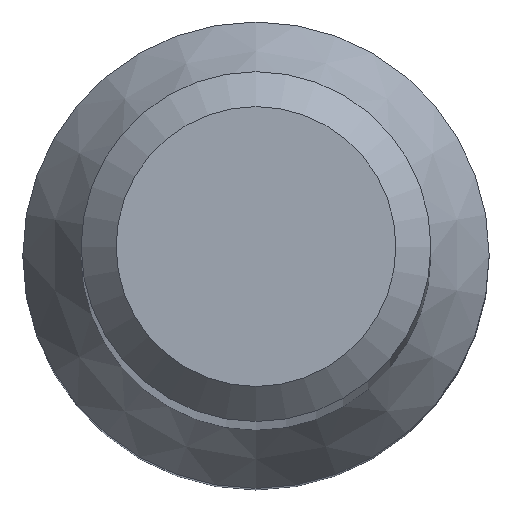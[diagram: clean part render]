
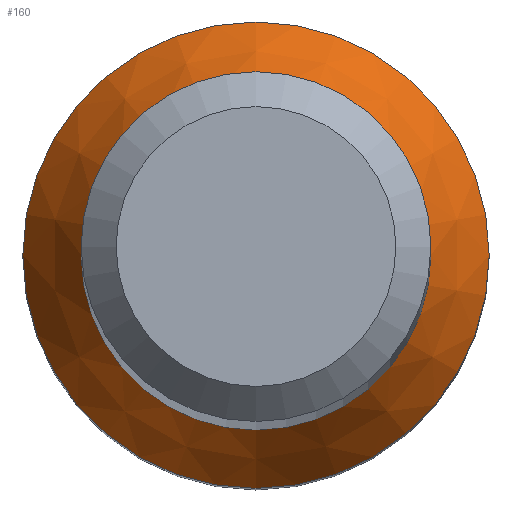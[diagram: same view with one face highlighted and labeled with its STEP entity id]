
A CAD part, top view. The second image highlights one B-rep face of the part: STEP entity #160.
In plain terms, the highlighted conical face has half-angle 30 degrees and reference radius 4 mm.
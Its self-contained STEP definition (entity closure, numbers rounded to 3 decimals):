
#10 = CIRCLE ( 'NONE', #84, 4. ) ;
#17 = CARTESIAN_POINT ( 'NONE',  ( 0., 0., 17.732 ) ) ;
#32 = DIRECTION ( 'NONE',  ( 0., 0., -1. ) ) ;
#36 = CONICAL_SURFACE ( 'NONE', #174, 4., 0.524 ) ;
#56 = CARTESIAN_POINT ( 'NONE',  ( 0., 0., 16. ) ) ;
#61 = EDGE_CURVE ( 'NONE', #130, #130, #10, .T. ) ;
#79 = AXIS2_PLACEMENT_3D ( 'NONE', #17, #32, #90 ) ;
#83 = ORIENTED_EDGE ( 'NONE', *, *, #188, .T. ) ;
#84 = AXIS2_PLACEMENT_3D ( 'NONE', #123, #201, #146 ) ;
#90 = DIRECTION ( 'NONE',  ( 0., 1., 0. ) ) ;
#92 = FACE_BOUND ( 'NONE', #120, .T. ) ;
#100 = EDGE_LOOP ( 'NONE', ( #159 ) ) ;
#120 = EDGE_LOOP ( 'NONE', ( #83 ) ) ;
#123 = CARTESIAN_POINT ( 'NONE',  ( 0., 0., 16. ) ) ;
#130 = VERTEX_POINT ( 'NONE', #192 ) ;
#144 = FACE_OUTER_BOUND ( 'NONE', #100, .T. ) ;
#146 = DIRECTION ( 'NONE',  ( 0., 1., 0. ) ) ;
#155 = CARTESIAN_POINT ( 'NONE',  ( 0., 3., 17.732 ) ) ;
#159 = ORIENTED_EDGE ( 'NONE', *, *, #61, .F. ) ;
#160 = ADVANCED_FACE ( 'NONE', ( #92, #144 ), #36, .T. ) ;
#164 = DIRECTION ( 'NONE',  ( 0., 0., -1. ) ) ;
#174 = AXIS2_PLACEMENT_3D ( 'NONE', #56, #164, #222 ) ;
#175 = VERTEX_POINT ( 'NONE', #155 ) ;
#188 = EDGE_CURVE ( 'NONE', #175, #175, #204, .T. ) ;
#192 = CARTESIAN_POINT ( 'NONE',  ( 0., 4., 16. ) ) ;
#201 = DIRECTION ( 'NONE',  ( 0., 0., -1. ) ) ;
#204 = CIRCLE ( 'NONE', #79, 3. ) ;
#222 = DIRECTION ( 'NONE',  ( 0., 1., 0. ) ) ;
